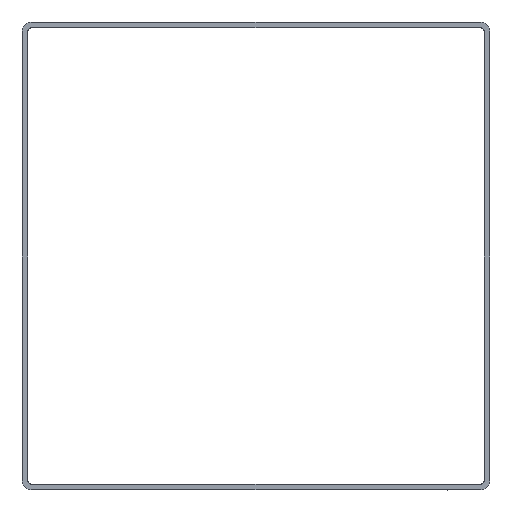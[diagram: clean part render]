
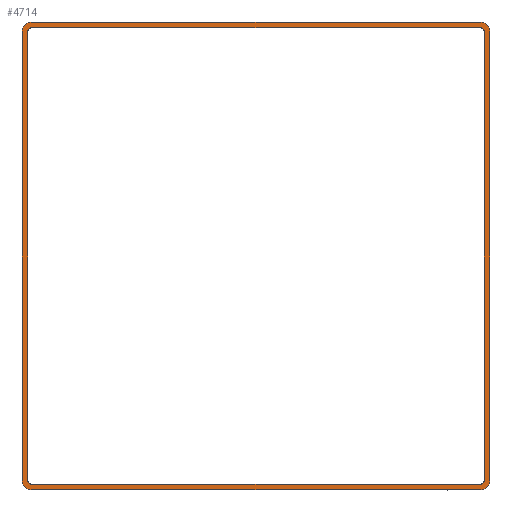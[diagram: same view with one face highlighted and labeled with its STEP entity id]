
A CAD part, front view. The second image highlights one B-rep face of the part: STEP entity #4714.
In plain terms, the highlighted planar face has unit normal (0, -1, 0).
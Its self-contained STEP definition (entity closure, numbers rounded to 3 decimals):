
#8 = ORIENTED_EDGE ( 'NONE', *, *, #4111, .T. ) ;
#12 = EDGE_CURVE ( 'NONE', #3336, #3215, #6302, .T. ) ;
#85 = ORIENTED_EDGE ( 'NONE', *, *, #868, .F. ) ;
#103 = CARTESIAN_POINT ( 'NONE',  ( 50., 0., 47.968 ) ) ;
#258 = EDGE_CURVE ( 'NONE', #3228, #7842, #6969, .T. ) ;
#291 = AXIS2_PLACEMENT_3D ( 'NONE', #6175, #2195, #4634 ) ;
#464 = VERTEX_POINT ( 'NONE', #103 ) ;
#490 = DIRECTION ( 'NONE',  ( 0., 0., 1. ) ) ;
#527 = VERTEX_POINT ( 'NONE', #8135 ) ;
#868 = EDGE_CURVE ( 'NONE', #464, #3215, #982, .T. ) ;
#982 = LINE ( 'NONE', #5852, #5155 ) ;
#1048 = CARTESIAN_POINT ( 'NONE',  ( 47.968, 0., -48.73 ) ) ;
#1097 = CIRCLE ( 'NONE', #4142, 0.762 ) ;
#1110 = LINE ( 'NONE', #4347, #1948 ) ;
#1154 = VECTOR ( 'NONE', #5414, 1000. ) ;
#1256 = AXIS2_PLACEMENT_3D ( 'NONE', #3746, #8707, #10233 ) ;
#1277 = EDGE_CURVE ( 'NONE', #6162, #1618, #8994, .T. ) ;
#1477 = CARTESIAN_POINT ( 'NONE',  ( -50., 0., 50. ) ) ;
#1618 = VERTEX_POINT ( 'NONE', #4192 ) ;
#1637 = CARTESIAN_POINT ( 'NONE',  ( 47.968, 0., -47.968 ) ) ;
#1861 = CARTESIAN_POINT ( 'NONE',  ( -47.968, 0., -48.73 ) ) ;
#1927 = CIRCLE ( 'NONE', #1256, 0.762 ) ;
#1945 = VERTEX_POINT ( 'NONE', #8777 ) ;
#1948 = VECTOR ( 'NONE', #7531, 1000. ) ;
#1994 = ORIENTED_EDGE ( 'NONE', *, *, #8635, .T. ) ;
#2098 = ORIENTED_EDGE ( 'NONE', *, *, #5494, .T. ) ;
#2113 = VERTEX_POINT ( 'NONE', #1048 ) ;
#2142 = CIRCLE ( 'NONE', #4706, 2.032 ) ;
#2172 = VECTOR ( 'NONE', #7491, 1000. ) ;
#2195 = DIRECTION ( 'NONE',  ( 0., 1., 0. ) ) ;
#2317 = VECTOR ( 'NONE', #10444, 1000. ) ;
#2325 = ORIENTED_EDGE ( 'NONE', *, *, #5207, .F. ) ;
#2490 = CIRCLE ( 'NONE', #291, 0.762 ) ;
#2579 = VERTEX_POINT ( 'NONE', #5103 ) ;
#2592 = VECTOR ( 'NONE', #3509, 1000. ) ;
#2817 = CARTESIAN_POINT ( 'NONE',  ( 50., 0., 50. ) ) ;
#2878 = CIRCLE ( 'NONE', #5070, 0.762 ) ;
#3021 = DIRECTION ( 'NONE',  ( 0., 0., 1. ) ) ;
#3111 = FACE_OUTER_BOUND ( 'NONE', #8769, .T. ) ;
#3146 = LINE ( 'NONE', #8841, #7941 ) ;
#3215 = VERTEX_POINT ( 'NONE', #4680 ) ;
#3228 = VERTEX_POINT ( 'NONE', #4782 ) ;
#3253 = CARTESIAN_POINT ( 'NONE',  ( 47.968, 0., -47.968 ) ) ;
#3336 = VERTEX_POINT ( 'NONE', #5080 ) ;
#3509 = DIRECTION ( 'NONE',  ( 1., 0., 0. ) ) ;
#3710 = EDGE_CURVE ( 'NONE', #3228, #2579, #4117, .T. ) ;
#3746 = CARTESIAN_POINT ( 'NONE',  ( -47.968, 0., -47.968 ) ) ;
#3909 = LINE ( 'NONE', #10396, #2317 ) ;
#3921 = AXIS2_PLACEMENT_3D ( 'NONE', #3253, #4842, #4747 ) ;
#4065 = ORIENTED_EDGE ( 'NONE', *, *, #5741, .T. ) ;
#4111 = EDGE_CURVE ( 'NONE', #10519, #1945, #2878, .T. ) ;
#4117 = CIRCLE ( 'NONE', #4467, 2.032 ) ;
#4142 = AXIS2_PLACEMENT_3D ( 'NONE', #1637, #4964, #9750 ) ;
#4192 = CARTESIAN_POINT ( 'NONE',  ( -48.73, 0., 47.968 ) ) ;
#4203 = CARTESIAN_POINT ( 'NONE',  ( -48.73, 0., 48.73 ) ) ;
#4345 = CIRCLE ( 'NONE', #5859, 2.032 ) ;
#4347 = CARTESIAN_POINT ( 'NONE',  ( 50., 0., -50. ) ) ;
#4467 = AXIS2_PLACEMENT_3D ( 'NONE', #7818, #7763, #490 ) ;
#4505 = CARTESIAN_POINT ( 'NONE',  ( 47.968, 0., 47.968 ) ) ;
#4542 = EDGE_CURVE ( 'NONE', #8274, #6162, #1927, .T. ) ;
#4628 = EDGE_CURVE ( 'NONE', #5976, #2579, #9546, .T. ) ;
#4634 = DIRECTION ( 'NONE',  ( 0., 0., 1. ) ) ;
#4680 = CARTESIAN_POINT ( 'NONE',  ( 50., 0., -47.968 ) ) ;
#4706 = AXIS2_PLACEMENT_3D ( 'NONE', #7934, #8970, #4967 ) ;
#4714 = ADVANCED_FACE ( 'NONE', ( #3111, #7952 ), #6349, .F. ) ;
#4723 = ORIENTED_EDGE ( 'NONE', *, *, #4628, .F. ) ;
#4747 = DIRECTION ( 'NONE',  ( 0., 0., 1. ) ) ;
#4756 = DIRECTION ( 'NONE',  ( 0., 0., 1. ) ) ;
#4782 = CARTESIAN_POINT ( 'NONE',  ( -47.968, 0., 50. ) ) ;
#4793 = DIRECTION ( 'NONE',  ( -1., 0., 0. ) ) ;
#4825 = LINE ( 'NONE', #10513, #1154 ) ;
#4842 = DIRECTION ( 'NONE',  ( 0., -1., 0. ) ) ;
#4950 = CARTESIAN_POINT ( 'NONE',  ( -47.968, 0., -50. ) ) ;
#4964 = DIRECTION ( 'NONE',  ( 0., 1., 0. ) ) ;
#4967 = DIRECTION ( 'NONE',  ( 0., 0., 1. ) ) ;
#5070 = AXIS2_PLACEMENT_3D ( 'NONE', #4505, #5238, #3021 ) ;
#5080 = CARTESIAN_POINT ( 'NONE',  ( 47.968, 0., -50. ) ) ;
#5103 = CARTESIAN_POINT ( 'NONE',  ( -50., 0., 47.968 ) ) ;
#5155 = VECTOR ( 'NONE', #8418, 1000. ) ;
#5207 = EDGE_CURVE ( 'NONE', #3336, #6060, #1110, .T. ) ;
#5238 = DIRECTION ( 'NONE',  ( 0., 1., 0. ) ) ;
#5332 = CARTESIAN_POINT ( 'NONE',  ( 47.968, 0., 48.73 ) ) ;
#5414 = DIRECTION ( 'NONE',  ( 1., 0., 0. ) ) ;
#5494 = EDGE_CURVE ( 'NONE', #527, #2113, #1097, .T. ) ;
#5498 = CARTESIAN_POINT ( 'NONE',  ( -50., 0., -47.968 ) ) ;
#5547 = CARTESIAN_POINT ( 'NONE',  ( 0., 0., 0. ) ) ;
#5741 = EDGE_CURVE ( 'NONE', #464, #7842, #4345, .T. ) ;
#5812 = AXIS2_PLACEMENT_3D ( 'NONE', #5547, #8806, #4756 ) ;
#5852 = CARTESIAN_POINT ( 'NONE',  ( 50., 0., 50. ) ) ;
#5859 = AXIS2_PLACEMENT_3D ( 'NONE', #6022, #5918, #8218 ) ;
#5885 = CARTESIAN_POINT ( 'NONE',  ( -47.968, 0., 48.73 ) ) ;
#5918 = DIRECTION ( 'NONE',  ( 0., -1., 0. ) ) ;
#5942 = EDGE_CURVE ( 'NONE', #1945, #527, #3909, .T. ) ;
#5976 = VERTEX_POINT ( 'NONE', #5498 ) ;
#6022 = CARTESIAN_POINT ( 'NONE',  ( 47.968, 0., 47.968 ) ) ;
#6060 = VERTEX_POINT ( 'NONE', #4950 ) ;
#6162 = VERTEX_POINT ( 'NONE', #10051 ) ;
#6175 = CARTESIAN_POINT ( 'NONE',  ( -47.968, 0., 47.968 ) ) ;
#6294 = ORIENTED_EDGE ( 'NONE', *, *, #8235, .T. ) ;
#6302 = CIRCLE ( 'NONE', #3921, 2.032 ) ;
#6349 = PLANE ( 'NONE',  #5812 ) ;
#6714 = EDGE_CURVE ( 'NONE', #5976, #6060, #2142, .T. ) ;
#6848 = VECTOR ( 'NONE', #7153, 1000. ) ;
#6969 = LINE ( 'NONE', #2817, #2592 ) ;
#7153 = DIRECTION ( 'NONE',  ( 0., 0., 1. ) ) ;
#7169 = ORIENTED_EDGE ( 'NONE', *, *, #6714, .T. ) ;
#7248 = CARTESIAN_POINT ( 'NONE',  ( 47.968, 0., 50. ) ) ;
#7309 = ORIENTED_EDGE ( 'NONE', *, *, #3710, .T. ) ;
#7491 = DIRECTION ( 'NONE',  ( 0., 0., 1. ) ) ;
#7531 = DIRECTION ( 'NONE',  ( -1., 0., 0. ) ) ;
#7763 = DIRECTION ( 'NONE',  ( 0., -1., 0. ) ) ;
#7774 = ORIENTED_EDGE ( 'NONE', *, *, #4542, .T. ) ;
#7818 = CARTESIAN_POINT ( 'NONE',  ( -47.968, 0., 47.968 ) ) ;
#7842 = VERTEX_POINT ( 'NONE', #7248 ) ;
#7855 = ORIENTED_EDGE ( 'NONE', *, *, #5942, .T. ) ;
#7934 = CARTESIAN_POINT ( 'NONE',  ( -47.968, 0., -47.968 ) ) ;
#7941 = VECTOR ( 'NONE', #4793, 1000. ) ;
#7952 = FACE_BOUND ( 'NONE', #10502, .T. ) ;
#8065 = ORIENTED_EDGE ( 'NONE', *, *, #1277, .T. ) ;
#8097 = EDGE_CURVE ( 'NONE', #1618, #8278, #2490, .T. ) ;
#8135 = CARTESIAN_POINT ( 'NONE',  ( 48.73, 0., -47.968 ) ) ;
#8218 = DIRECTION ( 'NONE',  ( 0., 0., 1. ) ) ;
#8221 = ORIENTED_EDGE ( 'NONE', *, *, #258, .F. ) ;
#8235 = EDGE_CURVE ( 'NONE', #2113, #8274, #3146, .T. ) ;
#8274 = VERTEX_POINT ( 'NONE', #1861 ) ;
#8278 = VERTEX_POINT ( 'NONE', #5885 ) ;
#8418 = DIRECTION ( 'NONE',  ( 0., 0., -1. ) ) ;
#8635 = EDGE_CURVE ( 'NONE', #8278, #10519, #4825, .T. ) ;
#8707 = DIRECTION ( 'NONE',  ( 0., 1., 0. ) ) ;
#8769 = EDGE_LOOP ( 'NONE', ( #85, #4065, #8221, #7309, #4723, #7169, #2325, #9598 ) ) ;
#8777 = CARTESIAN_POINT ( 'NONE',  ( 48.73, 0., 47.968 ) ) ;
#8806 = DIRECTION ( 'NONE',  ( 0., 1., 0. ) ) ;
#8841 = CARTESIAN_POINT ( 'NONE',  ( 48.73, 0., -48.73 ) ) ;
#8970 = DIRECTION ( 'NONE',  ( 0., -1., 0. ) ) ;
#8994 = LINE ( 'NONE', #4203, #2172 ) ;
#9407 = ORIENTED_EDGE ( 'NONE', *, *, #8097, .T. ) ;
#9546 = LINE ( 'NONE', #1477, #6848 ) ;
#9598 = ORIENTED_EDGE ( 'NONE', *, *, #12, .T. ) ;
#9750 = DIRECTION ( 'NONE',  ( 0., 0., 1. ) ) ;
#10051 = CARTESIAN_POINT ( 'NONE',  ( -48.73, 0., -47.968 ) ) ;
#10233 = DIRECTION ( 'NONE',  ( 0., 0., 1. ) ) ;
#10396 = CARTESIAN_POINT ( 'NONE',  ( 48.73, 0., 48.73 ) ) ;
#10444 = DIRECTION ( 'NONE',  ( 0., 0., -1. ) ) ;
#10502 = EDGE_LOOP ( 'NONE', ( #1994, #8, #7855, #2098, #6294, #7774, #8065, #9407 ) ) ;
#10513 = CARTESIAN_POINT ( 'NONE',  ( 48.73, 0., 48.73 ) ) ;
#10519 = VERTEX_POINT ( 'NONE', #5332 ) ;
